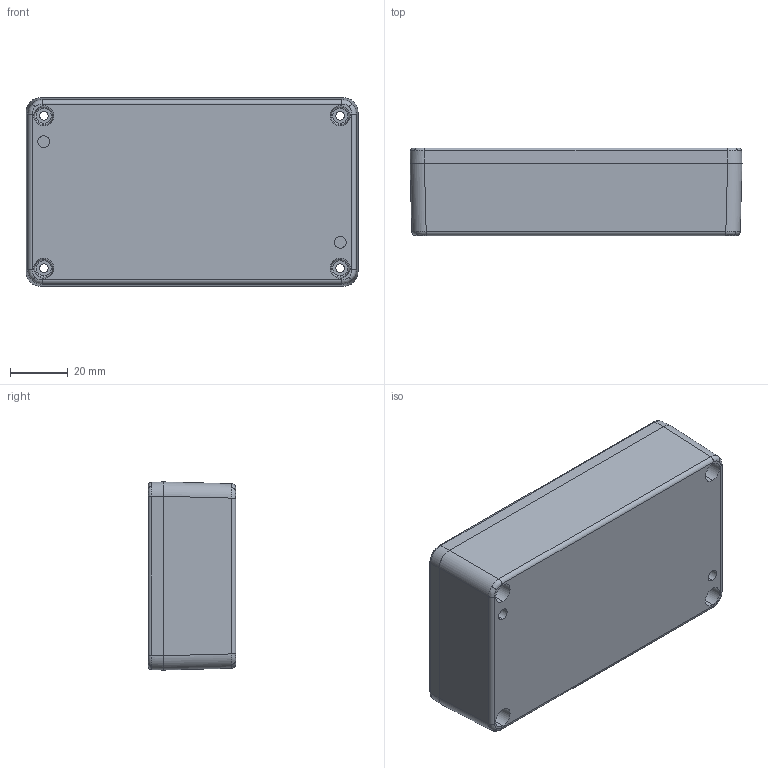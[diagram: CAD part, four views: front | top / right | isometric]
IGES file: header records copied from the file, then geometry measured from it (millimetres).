
Global section: file name: No Iges File Name specified; native system: Autodesk Inventor 2010; preprocessor: AutoDesk Inventor Iges Exporter R2010; author: tcook; date: 20091117.104211; units: millimetre
Bounding box: 115.4 x 30.4 x 65.4 mm (x, y, z)
Volume: 77287.2 mm3; surface area: 56069 mm2
Topology: 3 solids, 3 shells, 1203 faces, 3020 edges, 1894 vertices
Faces by surface type: bspline 372, plane 321, revolution 254, cylinder 108, torus 104, cone 44
